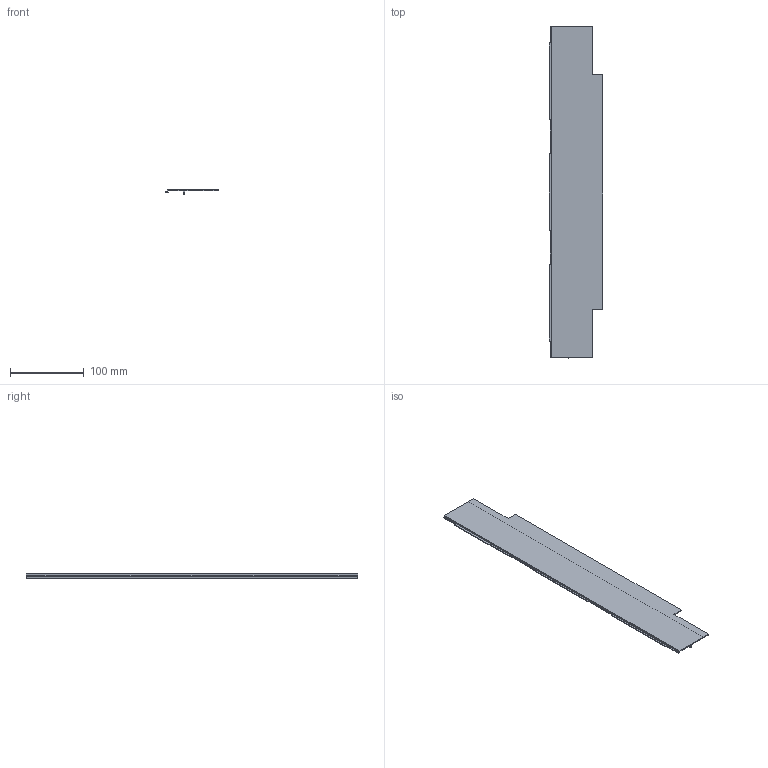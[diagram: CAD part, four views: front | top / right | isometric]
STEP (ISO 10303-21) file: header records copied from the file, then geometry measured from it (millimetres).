
FILE_DESCRIPTION(('STEP AP214'),'1');
FILE_NAME('cctmp_132DCA4C-942C-4F83-A2BE-F85B78CA1E89_2023_07_22_15_59_32_0141..stp','2023-07-22T13:59:32',('SIEMENS A&D'),('CADClick - www.CADClick.com'),'Spatial InterOp 3D postprocessed',' ','unknown authorization');
FILE_SCHEMA(('AUTOMOTIVE_DESIGN'));
Length unit declared in the file: millimetre
Products named in the file (1): 2023_07_22_15_59_32_0137
Bounding box: 73 x 450 x 6.1 mm (x, y, z)
Volume: 50370.3 mm3; surface area: 69023.6 mm2
Topology: 1 solids, 1 shells, 42 faces, 120 edges, 80 vertices
Faces by surface type: plane 38, cylinder 4
Entity records: 1502 total; most frequent: CARTESIAN_POINT 243, ORIENTED_EDGE 240, DIRECTION 214, EDGE_CURVE 120, LINE 112, VECTOR 112, VERTEX_POINT 80, AXIS2_PLACEMENT_3D 51
